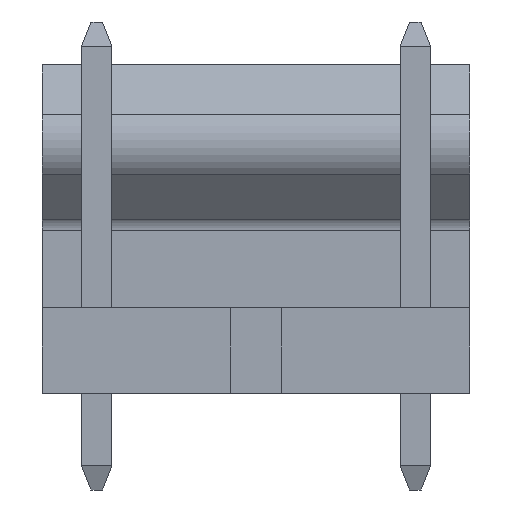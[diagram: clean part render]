
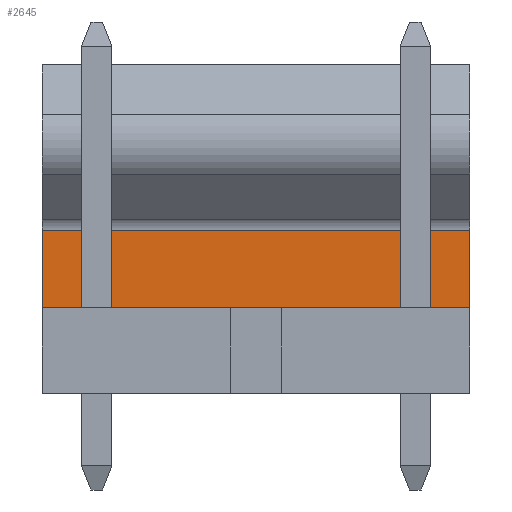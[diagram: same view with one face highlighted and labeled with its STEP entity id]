
A CAD part, front view. The second image highlights one B-rep face of the part: STEP entity #2645.
In plain terms, the highlighted planar face has unit normal (0, -1, 0).
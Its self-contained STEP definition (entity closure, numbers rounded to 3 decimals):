
#222 = VECTOR ( 'NONE', #648, 1000. ) ;
#303 = CARTESIAN_POINT ( 'NONE',  ( -7.975, 7.225, 4.474 ) ) ;
#304 = LINE ( 'NONE', #303, #465 ) ;
#310 = LINE ( 'NONE', #340, #464 ) ;
#312 = DIRECTION ( 'NONE',  ( 0., 0., -1. ) ) ;
#316 = LINE ( 'NONE', #394, #463 ) ;
#319 = DIRECTION ( 'NONE',  ( 1., 0., 0. ) ) ;
#340 = CARTESIAN_POINT ( 'NONE',  ( -7.975, 7.225, 1.074 ) ) ;
#389 = DIRECTION ( 'NONE',  ( 0., 0., -1. ) ) ;
#394 = CARTESIAN_POINT ( 'NONE',  ( 7.975, 7.225, 4.474 ) ) ;
#463 = VECTOR ( 'NONE', #389, 1000. ) ;
#464 = VECTOR ( 'NONE', #319, 1000. ) ;
#465 = VECTOR ( 'NONE', #312, 1000. ) ;
#476 = CARTESIAN_POINT ( 'NONE',  ( -7.975, 7.225, 4.474 ) ) ;
#495 = CARTESIAN_POINT ( 'NONE',  ( 7.975, 7.225, 4.474 ) ) ;
#648 = DIRECTION ( 'NONE',  ( -1., 0., 0. ) ) ;
#649 = CARTESIAN_POINT ( 'NONE',  ( -7.975, 7.225, 4.474 ) ) ;
#666 = LINE ( 'NONE', #649, #222 ) ;
#708 = AXIS2_PLACEMENT_3D ( 'NONE', #772, #745, #744 ) ;
#744 = DIRECTION ( 'NONE',  ( 0., 0., -1. ) ) ;
#745 = DIRECTION ( 'NONE',  ( 0., -1., 0. ) ) ;
#772 = CARTESIAN_POINT ( 'NONE',  ( -7.975, 7.225, 1.074 ) ) ;
#836 = PLANE ( 'NONE',  #708 ) ;
#837 = FACE_OUTER_BOUND ( 'NONE', #2340, .T. ) ;
#904 = VERTEX_POINT ( 'NONE', #2557 ) ;
#912 = VERTEX_POINT ( 'NONE', #2561 ) ;
#1545 = VERTEX_POINT ( 'NONE', #495 ) ;
#1564 = VERTEX_POINT ( 'NONE', #476 ) ;
#1622 = ORIENTED_EDGE ( 'NONE', *, *, #1840, .T. ) ;
#1623 = ORIENTED_EDGE ( 'NONE', *, *, #1907, .F. ) ;
#1624 = ORIENTED_EDGE ( 'NONE', *, *, #1906, .T. ) ;
#1625 = ORIENTED_EDGE ( 'NONE', *, *, #1905, .T. ) ;
#1840 = EDGE_CURVE ( 'NONE', #1545, #1564, #666, .T. ) ;
#1905 = EDGE_CURVE ( 'NONE', #1564, #912, #304, .T. ) ;
#1906 = EDGE_CURVE ( 'NONE', #912, #904, #310, .T. ) ;
#1907 = EDGE_CURVE ( 'NONE', #1545, #904, #316, .T. ) ;
#2340 = EDGE_LOOP ( 'NONE', ( #1625, #1624, #1623, #1622 ) ) ;
#2557 = CARTESIAN_POINT ( 'NONE',  ( 7.975, 7.225, 1.074 ) ) ;
#2561 = CARTESIAN_POINT ( 'NONE',  ( -7.975, 7.225, 1.074 ) ) ;
#2645 = ADVANCED_FACE ( 'NONE', ( #837 ), #836, .T. ) ;
